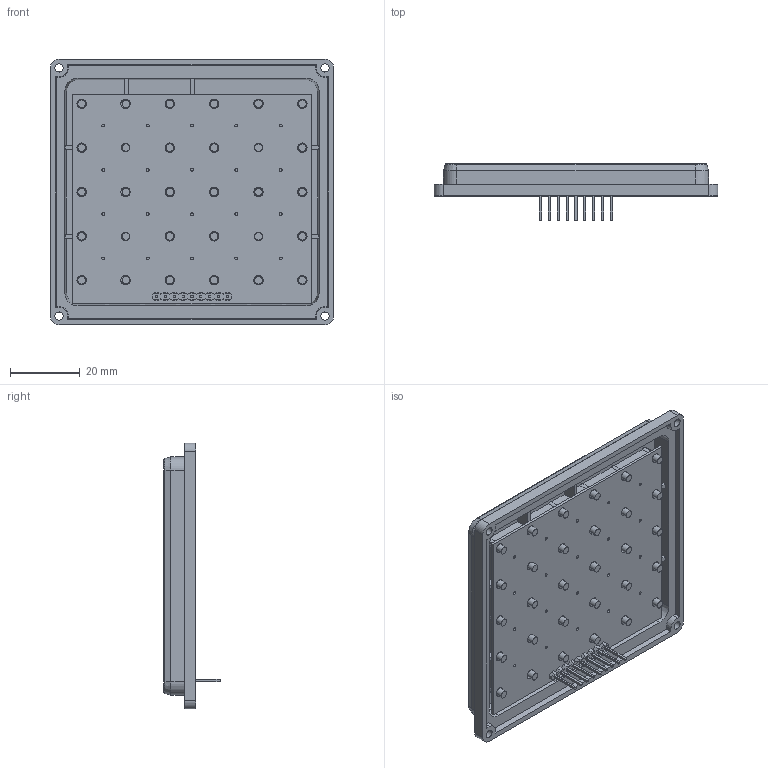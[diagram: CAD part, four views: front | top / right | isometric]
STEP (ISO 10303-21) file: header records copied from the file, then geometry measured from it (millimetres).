
FILE_DESCRIPTION((''),'2;1');
FILE_NAME('86JB2_SW0003','2018-08-20T',('dlatimer'),(''),'PRO/ENGINEER BY PARAMETRIC TECHNOLOGY CORPORATION, 2016100','PRO/ENGINEER BY PARAMETRIC TECHNOLOGY CORPORATION, 2016100','');
FILE_SCHEMA(('CONFIG_CONTROL_DESIGN'));
Products named in the file (1): 86JB2_SW0003
Bounding box: 81.28 x 16.36 x 76.2 mm (x, y, z)
Volume: 23791.5 mm3; surface area: 37914.8 mm2
Topology: 3 solids, 3 shells, 4256 faces, 11638 edges, 7152 vertices
Faces by surface type: plane 2718, cylinder 1182, cone 192, bspline 160, torus 4
Entity records: 145634 total; most frequent: CARTESIAN_POINT 39566, ORIENTED_EDGE 23132, DIRECTION 20774, EDGE_CURVE 11566, VECTOR 8166, LINE 8166, VERTEX_POINT 7152, AXIS2_PLACEMENT_3D 6304
